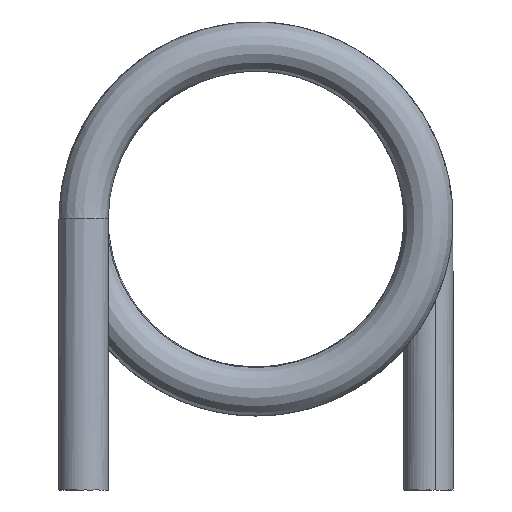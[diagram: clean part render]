
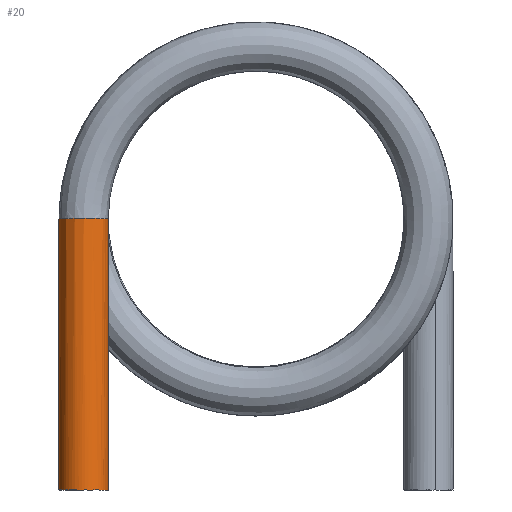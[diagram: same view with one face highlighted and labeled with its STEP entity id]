
A CAD part, front view. The second image highlights one B-rep face of the part: STEP entity #20.
In plain terms, the highlighted free-form (B-spline) face has degree [3, 2] with [7, 9] control points.
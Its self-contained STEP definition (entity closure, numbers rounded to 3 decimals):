
#20=ADVANCED_FACE('',(#28),#133,.T.);
#28=FACE_OUTER_BOUND('',#36,.T.);
#36=EDGE_LOOP('',(#61,#62,#63,#64,#65));
#61=ORIENTED_EDGE('',*,*,#92,.T.);
#62=ORIENTED_EDGE('',*,*,#77,.T.);
#63=ORIENTED_EDGE('',*,*,#78,.T.);
#64=ORIENTED_EDGE('',*,*,#79,.T.);
#65=ORIENTED_EDGE('',*,*,#91,.F.);
#77=EDGE_CURVE('',#115,#116,#104,.T.);
#78=EDGE_CURVE('',#116,#117,#96,.T.);
#79=EDGE_CURVE('',#117,#118,#97,.T.);
#91=EDGE_CURVE('',#126,#118,#110,.T.);
#92=EDGE_CURVE('',#126,#115,#111,.T.);
#96=B_SPLINE_CURVE_WITH_KNOTS('',3,(#1931,#1932,#1933,#1934,#1935,#1936,
#1937,#1938,#1939,#1940,#1941,#1942,#1943),.UNSPECIFIED.,.F.,.F.,(4,1,1,
1,1,1,1,1,1,1,4),(0.,0.124,0.189,0.256,
0.324,0.393,0.461,0.529,0.596,
0.661,0.785),.UNSPECIFIED.);
#97=B_SPLINE_CURVE_WITH_KNOTS('',3,(#1944,#1945,#1946,#1947,#1948,#1949,
#1950,#1951,#1952,#1953,#1954,#1955,#1956),.UNSPECIFIED.,.F.,.F.,(4,1,1,
1,1,1,1,1,1,1,4),(0.785,0.909,0.974,
1.041,1.109,1.177,1.246,1.314,
1.381,1.446,1.57),.UNSPECIFIED.);
#104=(
BOUNDED_CURVE()
B_SPLINE_CURVE(3,(#1927,#1928,#1929,#1930),.UNSPECIFIED.,.F.,.F.)
B_SPLINE_CURVE_WITH_KNOTS((4,4),(0.,5.5),.UNSPECIFIED.)
CURVE()
GEOMETRIC_REPRESENTATION_ITEM()
RATIONAL_B_SPLINE_CURVE((1.,1.,1.,1.))
REPRESENTATION_ITEM('')
);
#110=(
BOUNDED_CURVE()
B_SPLINE_CURVE(3,(#2275,#2276,#2277,#2278),.UNSPECIFIED.,.F.,.F.)
B_SPLINE_CURVE_WITH_KNOTS((4,4),(0.,5.5),.UNSPECIFIED.)
CURVE()
GEOMETRIC_REPRESENTATION_ITEM()
RATIONAL_B_SPLINE_CURVE((1.,1.,1.,1.))
REPRESENTATION_ITEM('')
);
#111=(
BOUNDED_CURVE()
B_SPLINE_CURVE(2,(#2279,#2280,#2281,#2282,#2283),.UNSPECIFIED.,.F.,.F.)
B_SPLINE_CURVE_WITH_KNOTS((3,2,3),(-1.571,-0.785,0.),
 .UNSPECIFIED.)
CURVE()
GEOMETRIC_REPRESENTATION_ITEM()
RATIONAL_B_SPLINE_CURVE((1.,0.707,1.,0.707,1.))
REPRESENTATION_ITEM('')
);
#115=VERTEX_POINT('',#1914);
#116=VERTEX_POINT('',#1915);
#117=VERTEX_POINT('',#1916);
#118=VERTEX_POINT('',#1917);
#126=VERTEX_POINT('',#1925);
#133=(
BOUNDED_SURFACE()
B_SPLINE_SURFACE(3,2,((#1041,#1042,#1043,#1044,#1045,#1046,#1047,#1048,#1049),
(#1050,#1051,#1052,#1053,#1054,#1055,#1056,#1057,#1058),(#1059,#1060,#1061,
#1062,#1063,#1064,#1065,#1066,#1067),(#1068,#1069,#1070,#1071,#1072,#1073,
#1074,#1075,#1076),(#1077,#1078,#1079,#1080,#1081,#1082,#1083,#1084,#1085),
(#1086,#1087,#1088,#1089,#1090,#1091,#1092,#1093,#1094),(#1095,#1096,#1097,
#1098,#1099,#1100,#1101,#1102,#1103)),.UNSPECIFIED.,.F.,.F.,.F.)
B_SPLINE_SURFACE_WITH_KNOTS((4,3,4),(3,2,2,2,3),(0.,5.5,7.104),
(0.,0.785,1.571,2.356,3.142),
 .UNSPECIFIED.)
GEOMETRIC_REPRESENTATION_ITEM()
RATIONAL_B_SPLINE_SURFACE(((1.,0.707,1.,0.707,1.,
0.707,1.,0.707,1.),(1.,0.707,
1.,0.707,1.,0.707,
1.,0.707,1.),(1.,0.707,
1.,0.707,1.,0.707,1.,0.707,1.),(1.,0.707,
1.,0.707,1.,0.707,1.,0.707,1.),(1.,0.707,
1.,0.707,1.,0.707,1.,0.707,1.),(1.,
0.707,1.,0.707,1.,
0.707,1.,0.707,1.),
(1.,0.707,1.,0.707,
1.,0.707,1.,0.707,
1.)))
REPRESENTATION_ITEM('')
SURFACE()
);
#1041=CARTESIAN_POINT('',(-3.,0.,-1.5));
#1042=CARTESIAN_POINT('',(-3.,-0.5,-1.5));
#1043=CARTESIAN_POINT('',(-3.5,-0.5,-1.5));
#1044=CARTESIAN_POINT('',(-4.,-0.5,-1.5));
#1045=CARTESIAN_POINT('',(-4.,0.,-1.5));
#1046=CARTESIAN_POINT('',(-4.,0.5,-1.5));
#1047=CARTESIAN_POINT('',(-3.5,0.5,-1.5));
#1048=CARTESIAN_POINT('',(-3.,0.5,-1.5));
#1049=CARTESIAN_POINT('',(-3.,0.,-1.5));
#1050=CARTESIAN_POINT('',(-3.,0.,0.334));
#1051=CARTESIAN_POINT('',(-3.,-0.5,0.334));
#1052=CARTESIAN_POINT('',(-3.5,-0.5,0.334));
#1053=CARTESIAN_POINT('',(-4.,-0.5,0.334));
#1054=CARTESIAN_POINT('',(-4.,0.,0.334));
#1055=CARTESIAN_POINT('',(-4.,0.5,0.334));
#1056=CARTESIAN_POINT('',(-3.5,0.5,0.334));
#1057=CARTESIAN_POINT('',(-3.,0.5,0.334));
#1058=CARTESIAN_POINT('',(-3.,0.,0.334));
#1059=CARTESIAN_POINT('',(-3.,0.,2.166));
#1060=CARTESIAN_POINT('',(-3.,-0.5,2.166));
#1061=CARTESIAN_POINT('',(-3.5,-0.5,2.166));
#1062=CARTESIAN_POINT('',(-4.,-0.5,2.166));
#1063=CARTESIAN_POINT('',(-4.,0.,2.166));
#1064=CARTESIAN_POINT('',(-4.,0.5,2.166));
#1065=CARTESIAN_POINT('',(-3.5,0.5,2.166));
#1066=CARTESIAN_POINT('',(-3.,0.5,2.166));
#1067=CARTESIAN_POINT('',(-3.,0.,2.166));
#1068=CARTESIAN_POINT('',(-3.,0.,4.));
#1069=CARTESIAN_POINT('',(-3.,-0.5,4.));
#1070=CARTESIAN_POINT('',(-3.5,-0.5,4.));
#1071=CARTESIAN_POINT('',(-4.,-0.5,4.));
#1072=CARTESIAN_POINT('',(-4.,0.,4.));
#1073=CARTESIAN_POINT('',(-4.,0.5,4.));
#1074=CARTESIAN_POINT('',(-3.5,0.5,4.));
#1075=CARTESIAN_POINT('',(-3.,0.5,4.));
#1076=CARTESIAN_POINT('',(-3.,0.,4.));
#1077=CARTESIAN_POINT('',(-3.,0.,4.535));
#1078=CARTESIAN_POINT('',(-3.,-0.5,4.535));
#1079=CARTESIAN_POINT('',(-3.5,-0.5,4.535));
#1080=CARTESIAN_POINT('',(-4.,-0.5,4.535));
#1081=CARTESIAN_POINT('',(-4.,0.,4.535));
#1082=CARTESIAN_POINT('',(-4.,0.5,4.535));
#1083=CARTESIAN_POINT('',(-3.5,0.5,4.535));
#1084=CARTESIAN_POINT('',(-3.,0.5,4.535));
#1085=CARTESIAN_POINT('',(-3.,0.,4.535));
#1086=CARTESIAN_POINT('',(-3.,0.,5.07));
#1087=CARTESIAN_POINT('',(-3.,-0.5,5.07));
#1088=CARTESIAN_POINT('',(-3.5,-0.5,5.07));
#1089=CARTESIAN_POINT('',(-4.,-0.5,5.07));
#1090=CARTESIAN_POINT('',(-4.,0.,5.07));
#1091=CARTESIAN_POINT('',(-4.,0.5,5.07));
#1092=CARTESIAN_POINT('',(-3.5,0.5,5.07));
#1093=CARTESIAN_POINT('',(-3.,0.5,5.07));
#1094=CARTESIAN_POINT('',(-3.,0.,5.07));
#1095=CARTESIAN_POINT('',(-3.,0.,5.605));
#1096=CARTESIAN_POINT('',(-3.,-0.5,5.605));
#1097=CARTESIAN_POINT('',(-3.5,-0.5,5.605));
#1098=CARTESIAN_POINT('',(-4.,-0.5,5.605));
#1099=CARTESIAN_POINT('',(-4.,0.,5.605));
#1100=CARTESIAN_POINT('',(-4.,0.5,5.605));
#1101=CARTESIAN_POINT('',(-3.5,0.5,5.605));
#1102=CARTESIAN_POINT('',(-3.,0.5,5.605));
#1103=CARTESIAN_POINT('',(-3.,0.,5.605));
#1914=CARTESIAN_POINT('',(-3.,0.,-1.5));
#1915=CARTESIAN_POINT('',(-3.,0.,4.));
#1916=CARTESIAN_POINT('',(-3.5,-0.5,4.013));
#1917=CARTESIAN_POINT('',(-4.,0.,4.));
#1925=CARTESIAN_POINT('',(-4.,0.,-1.5));
#1927=CARTESIAN_POINT('',(-3.,0.,-1.5));
#1928=CARTESIAN_POINT('',(-3.,0.,0.334));
#1929=CARTESIAN_POINT('',(-3.,0.,2.166));
#1930=CARTESIAN_POINT('',(-3.,0.,4.));
#1931=CARTESIAN_POINT('',(-3.,0.,4.));
#1932=CARTESIAN_POINT('',(-3.,-0.041,4.001));
#1933=CARTESIAN_POINT('',(-3.008,-0.104,4.003));
#1934=CARTESIAN_POINT('',(-3.034,-0.186,4.005));
#1935=CARTESIAN_POINT('',(-3.063,-0.246,4.007));
#1936=CARTESIAN_POINT('',(-3.1,-0.303,4.008));
#1937=CARTESIAN_POINT('',(-3.145,-0.355,4.01));
#1938=CARTESIAN_POINT('',(-3.197,-0.4,4.011));
#1939=CARTESIAN_POINT('',(-3.254,-0.437,4.012));
#1940=CARTESIAN_POINT('',(-3.314,-0.466,4.013));
#1941=CARTESIAN_POINT('',(-3.396,-0.492,4.013));
#1942=CARTESIAN_POINT('',(-3.459,-0.5,4.013));
#1943=CARTESIAN_POINT('',(-3.5,-0.5,4.013));
#1944=CARTESIAN_POINT('',(-3.5,-0.5,4.013));
#1945=CARTESIAN_POINT('',(-3.541,-0.5,4.013));
#1946=CARTESIAN_POINT('',(-3.604,-0.492,4.013));
#1947=CARTESIAN_POINT('',(-3.686,-0.466,4.013));
#1948=CARTESIAN_POINT('',(-3.746,-0.437,4.012));
#1949=CARTESIAN_POINT('',(-3.803,-0.4,4.011));
#1950=CARTESIAN_POINT('',(-3.855,-0.355,4.01));
#1951=CARTESIAN_POINT('',(-3.9,-0.303,4.008));
#1952=CARTESIAN_POINT('',(-3.937,-0.246,4.007));
#1953=CARTESIAN_POINT('',(-3.966,-0.186,4.005));
#1954=CARTESIAN_POINT('',(-3.992,-0.104,4.003));
#1955=CARTESIAN_POINT('',(-4.,-0.041,4.001));
#1956=CARTESIAN_POINT('',(-4.,0.,4.));
#2275=CARTESIAN_POINT('',(-4.,0.,-1.5));
#2276=CARTESIAN_POINT('',(-4.,0.,0.334));
#2277=CARTESIAN_POINT('',(-4.,0.,2.166));
#2278=CARTESIAN_POINT('',(-4.,0.,4.));
#2279=CARTESIAN_POINT('',(-4.,0.,-1.5));
#2280=CARTESIAN_POINT('',(-4.,-0.5,-1.5));
#2281=CARTESIAN_POINT('',(-3.5,-0.5,-1.5));
#2282=CARTESIAN_POINT('',(-3.,-0.5,-1.5));
#2283=CARTESIAN_POINT('',(-3.,0.,-1.5));
